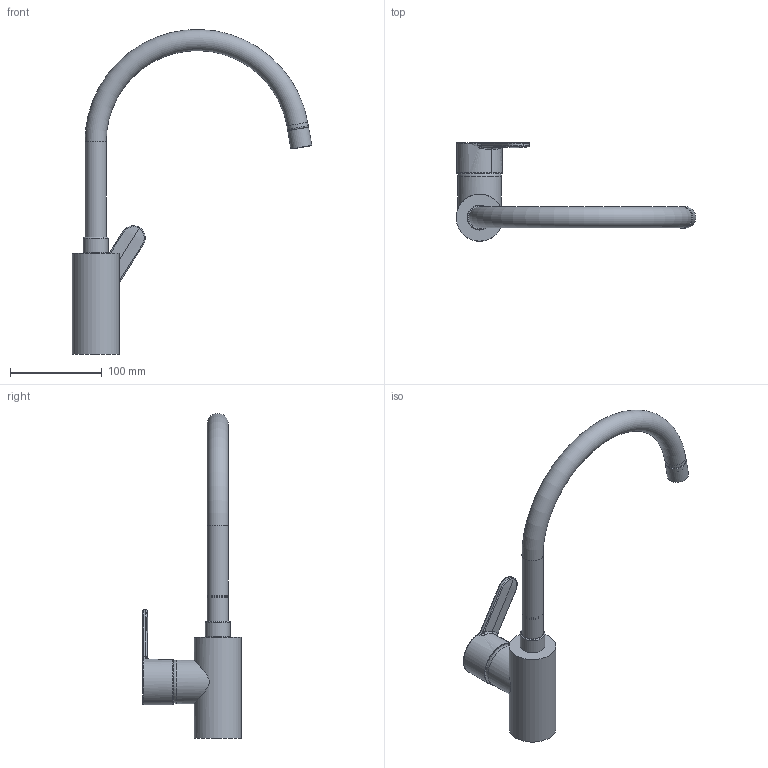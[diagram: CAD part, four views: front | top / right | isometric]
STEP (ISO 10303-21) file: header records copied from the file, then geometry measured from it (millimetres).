
FILE_DESCRIPTION(/* description */ ('Unknown'),/* implementation_level */ '2;1');
FILE_NAME(/* name */ '33975004',/* time_stamp */ '2022-09-08T09:45:52+02:00',/* author */ ('Unknown'),/* organization */ ('GROHE AG'),/* preprocessor_version */ 'ST-DEVELOPER v16.7',/* originating_system */ 'DEX',/* authorisation */ $);
FILE_SCHEMA (('AUTOMOTIVE_DESIGN {1 0 10303 214 3 1 1}'));
Length unit declared in the file: millimetre
Products named in the file (7): 33975004; 33975004_0; 33975004_1; 33975004_2; 33975004_3; 33975004_4
Assembly tree (6 placements, depth 2):
  33975004
    33975004
    33975004_0
    33975004_1
    33975004_2
    33975004_3
    33975004_4
Bounding box: 260.65 x 106.96 x 353.46 mm (x, y, z)
Volume: 552309.2 mm3; surface area: 86451 mm2
Topology: 6 solids, 8 shells, 619 faces, 1836 edges, 1172 vertices
Faces by surface type: plane 491, cylinder 76, bspline 31, cone 14, torus 7
Full cylindrical faces by diameter (mm): 1.039 x1, 1.5 x1, 2.4 x1, 4.3 x1, 5.5 x1, 10.5 x1, 11.489 x1, 12.5 x2, 13 x1, 13.905 x1, 14 x1, 17 x1, 17.773 x1, 18 x1, 18.1 x1, 18.911 x1, 20 x1, 20.05 x1, 20.5 x1, 20.95 x1, 21 x1, 21.5 x2, 22 x1, 23 x3, 23.15 x1, 27 x1, 47.5 x1, 51 x1
Entity records: 22191 total; most frequent: CARTESIAN_POINT 5559, ORIENTED_EDGE 3530, DIRECTION 3351, EDGE_CURVE 1765, VERTEX_POINT 1154, AXIS2_PLACEMENT_3D 1147, LINE 1057, VECTOR 1057
